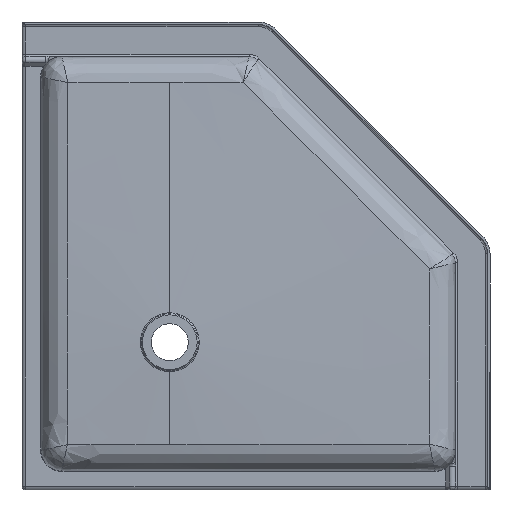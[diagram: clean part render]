
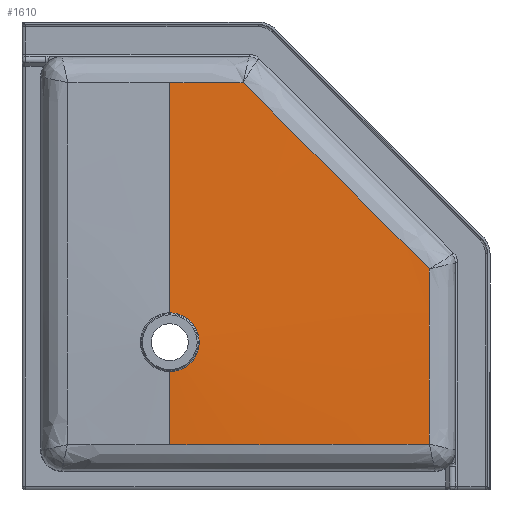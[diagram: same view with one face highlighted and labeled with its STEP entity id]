
A CAD part, front view. The second image highlights one B-rep face of the part: STEP entity #1610.
In plain terms, the highlighted conical face has half-angle 88 degrees and reference radius 59.729 mm.
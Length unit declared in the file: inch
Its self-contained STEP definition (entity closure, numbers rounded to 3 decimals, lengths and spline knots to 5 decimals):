
#14 = ORIENTED_EDGE ( 'NONE', *, *, #7308, .F. ) ;
#27 = CARTESIAN_POINT ( 'NONE',  ( 21.07633, -3.37594, 1.20714 ) ) ;
#151 = CARTESIAN_POINT ( 'NONE',  ( 0., -3.376, 21.07634 ) ) ;
#301 = CARTESIAN_POINT ( 'NONE',  ( 9.65914, -3.66769, -8.29967 ) ) ;
#312 = CARTESIAN_POINT ( 'NONE',  ( 5.94968, -3.34733, 21.07347 ) ) ;
#459 = LINE ( 'NONE', #2959, #7841 ) ;
#539 = EDGE_CURVE ( 'NONE', #7545, #4946, #459, .T. ) ;
#611 = CARTESIAN_POINT ( 'NONE',  ( 16.0385, -3.43557, 10.99693 ) ) ;
#645 = CARTESIAN_POINT ( 'NONE',  ( 21.07539, -3.36685, -3.53551 ) ) ;
#766 = CARTESIAN_POINT ( 'NONE',  ( 5.94968, -3.34733, 21.07347 ) ) ;
#907 = CARTESIAN_POINT ( 'NONE',  ( 6.14715, -3.75194, -8.3114 ) ) ;
#942 = DIRECTION ( 'NONE',  ( 0., 0., -1. ) ) ;
#1082 = B_SPLINE_CURVE_WITH_KNOTS ( 'NONE', 3,
 ( #1260, #3766, #6268, #645, #3145, #5653, #27, #2527, #5038, #7527 ),
 .UNSPECIFIED., .F., .F.,
 ( 4, 2, 2, 2, 4 ),
 ( 0., 0.09035, 0.18069, 0.27104, 0.36139 ),
 .UNSPECIFIED. ) ;
#1218 = CARTESIAN_POINT ( 'NONE',  ( 21.07347, -3.34733, 5.94968 ) ) ;
#1260 = CARTESIAN_POINT ( 'NONE',  ( 21.07106, -3.32144, -8.27791 ) ) ;
#1265 = DIRECTION ( 'NONE',  ( 0., 1., 0. ) ) ;
#1374 = EDGE_CURVE ( 'NONE', #4946, #4942, #5159, .T. ) ;
#1522 = CARTESIAN_POINT ( 'NONE',  ( 1.75651, -3.81633, -8.32499 ) ) ;
#1556 = CARTESIAN_POINT ( 'NONE',  ( 21.07106, -3.32144, -8.27791 ) ) ;
#1591 = EDGE_CURVE ( 'NONE', #3987, #2144, #4082, .T. ) ;
#1610 = ADVANCED_FACE ( 'NONE', ( #4387 ), #6562, .T. ) ;
#2144 = VERTEX_POINT ( 'NONE', #312 ) ;
#2178 = CARTESIAN_POINT ( 'NONE',  ( 14.9264, -3.51599, -8.287 ) ) ;
#2250 = VECTOR ( 'NONE', #4941, 39.37008 ) ;
#2431 = CARTESIAN_POINT ( 'NONE',  ( 0., -4.02989, 2.35154 ) ) ;
#2493 = CARTESIAN_POINT ( 'NONE',  ( 8.47378, -3.40215, 18.55661 ) ) ;
#2527 = CARTESIAN_POINT ( 'NONE',  ( 21.07538, -3.36664, 3.57843 ) ) ;
#2797 = CARTESIAN_POINT ( 'NONE',  ( 11.41496, -3.61962, -8.29479 ) ) ;
#2798 = ORIENTED_EDGE ( 'NONE', *, *, #2863, .T. ) ;
#2863 = EDGE_CURVE ( 'NONE', #2144, #5963, #4131, .T. ) ;
#2959 = CARTESIAN_POINT ( 'NONE',  ( 0., -4.02989, -2.35154 ) ) ;
#3019 = AXIS2_PLACEMENT_3D ( 'NONE', #6884, #1265, #3770 ) ;
#3040 = CIRCLE ( 'NONE', #7631, 2.39463 ) ;
#3110 = CARTESIAN_POINT ( 'NONE',  ( 14.77887, -3.44439, 12.25803 ) ) ;
#3145 = CARTESIAN_POINT ( 'NONE',  ( 21.07599, -3.37261, -2.34986 ) ) ;
#3183 = CARTESIAN_POINT ( 'NONE',  ( 21.07106, -3.32144, -8.27791 ) ) ;
#3269 = CARTESIAN_POINT ( 'NONE',  ( 3.96649, -3.36609, 21.07528 ) ) ;
#3415 = CARTESIAN_POINT ( 'NONE',  ( 7.02521, -3.73271, -8.30823 ) ) ;
#3419 = ORIENTED_EDGE ( 'NONE', *, *, #3943, .T. ) ;
#3699 = ORIENTED_EDGE ( 'NONE', *, *, #7114, .F. ) ;
#3727 = CARTESIAN_POINT ( 'NONE',  ( 19.81512, -3.37765, 7.21177 ) ) ;
#3766 = CARTESIAN_POINT ( 'NONE',  ( 21.07242, -3.33653, -7.09234 ) ) ;
#3770 = DIRECTION ( 'NONE',  ( 0., 0., 1. ) ) ;
#3943 = EDGE_CURVE ( 'NONE', #4942, #3987, #1082, .T. ) ;
#3987 = VERTEX_POINT ( 'NONE', #6309 ) ;
#4031 = CARTESIAN_POINT ( 'NONE',  ( 3.51286, -3.79797, -8.32057 ) ) ;
#4065 = CARTESIAN_POINT ( 'NONE',  ( 0., -4.02838, 0. ) ) ;
#4082 = B_SPLINE_CURVE_WITH_KNOTS ( 'NONE', 3,
 ( #1218, #3727, #6232, #611, #3110, #5618, #8104, #2493, #5001, #7495 ),
 .UNSPECIFIED., .F., .F.,
 ( 4, 2, 2, 2, 4 ),
 ( 0., 0.13582, 0.27164, 0.40746, 0.54328 ),
 .UNSPECIFIED. ) ;
#4131 = B_SPLINE_CURVE_WITH_KNOTS ( 'NONE', 3,
 ( #766, #3269, #5774, #151 ),
 .UNSPECIFIED., .F., .F.,
 ( 4, 4 ),
 ( 0., 0.15112 ),
 .UNSPECIFIED. ) ;
#4387 = FACE_OUTER_BOUND ( 'NONE', #6937, .T. ) ;
#4611 = VERTEX_POINT ( 'NONE', #5622 ) ;
#4652 = CARTESIAN_POINT ( 'NONE',  ( 0., -4.02838, -2.39463 ) ) ;
#4653 = CARTESIAN_POINT ( 'NONE',  ( 0., -3.82124, -8.32634 ) ) ;
#4692 = CARTESIAN_POINT ( 'NONE',  ( 17.55988, -3.43461, -8.28235 ) ) ;
#4941 = DIRECTION ( 'NONE',  ( 0., 0.035, 0.999 ) ) ;
#4942 = VERTEX_POINT ( 'NONE', #3183 ) ;
#4946 = VERTEX_POINT ( 'NONE', #5080 ) ;
#5001 = CARTESIAN_POINT ( 'NONE',  ( 7.21177, -3.37765, 19.81512 ) ) ;
#5038 = CARTESIAN_POINT ( 'NONE',  ( 21.07455, -3.35855, 4.76406 ) ) ;
#5080 = CARTESIAN_POINT ( 'NONE',  ( 0., -3.82124, -8.32634 ) ) ;
#5159 = B_SPLINE_CURVE_WITH_KNOTS ( 'NONE', 3,
 ( #4653, #7150, #1522, #4031, #6531, #907, #3415, #5921, #301, #2797, #5305, #7791, #2178, #4692, #7182, #1556 ),
 .UNSPECIFIED., .F., .F.,
 ( 4, 2, 2, 2, 2, 2, 2, 4 ),
 ( 0.21094, 0.27786, 0.34478, 0.4117, 0.47862, 0.54553, 0.61245, 0.74629 ),
 .UNSPECIFIED. ) ;
#5305 = CARTESIAN_POINT ( 'NONE',  ( 12.29284, -3.59444, -8.29262 ) ) ;
#5467 = DIRECTION ( 'NONE',  ( 0., 0.035, -0.999 ) ) ;
#5586 = ORIENTED_EDGE ( 'NONE', *, *, #1374, .T. ) ;
#5618 = CARTESIAN_POINT ( 'NONE',  ( 12.25803, -3.44439, 14.77887 ) ) ;
#5622 = CARTESIAN_POINT ( 'NONE',  ( 0., -4.02838, 2.39463 ) ) ;
#5653 = CARTESIAN_POINT ( 'NONE',  ( 21.07646, -3.37716, 0.02148 ) ) ;
#5774 = CARTESIAN_POINT ( 'NONE',  ( 1.98326, -3.376, 21.07634 ) ) ;
#5921 = CARTESIAN_POINT ( 'NONE',  ( 8.78119, -3.69059, -8.30238 ) ) ;
#5963 = VERTEX_POINT ( 'NONE', #6525 ) ;
#6216 = ORIENTED_EDGE ( 'NONE', *, *, #1591, .T. ) ;
#6232 = CARTESIAN_POINT ( 'NONE',  ( 18.55661, -3.40215, 8.47378 ) ) ;
#6268 = CARTESIAN_POINT ( 'NONE',  ( 21.0736, -3.34881, -5.90675 ) ) ;
#6309 = CARTESIAN_POINT ( 'NONE',  ( 21.07347, -3.34733, 5.94968 ) ) ;
#6500 = ORIENTED_EDGE ( 'NONE', *, *, #539, .T. ) ;
#6525 = CARTESIAN_POINT ( 'NONE',  ( 0., -3.376, 21.07634 ) ) ;
#6531 = CARTESIAN_POINT ( 'NONE',  ( 4.39098, -3.78458, -8.31757 ) ) ;
#6562 = CONICAL_SURFACE ( 'NONE', #3019, 2.35154, 1.536 ) ;
#6566 = DIRECTION ( 'NONE',  ( 0., -1., 0. ) ) ;
#6884 = CARTESIAN_POINT ( 'NONE',  ( 0., -4.02989, 0. ) ) ;
#6937 = EDGE_LOOP ( 'NONE', ( #3699, #6500, #5586, #3419, #6216, #2798, #14 ) ) ;
#7114 = EDGE_CURVE ( 'NONE', #7545, #4611, #3040, .T. ) ;
#7150 = CARTESIAN_POINT ( 'NONE',  ( 0.87829, -3.82124, -8.32634 ) ) ;
#7182 = CARTESIAN_POINT ( 'NONE',  ( 19.31548, -3.37848, -8.27994 ) ) ;
#7308 = EDGE_CURVE ( 'NONE', #4611, #5963, #8041, .T. ) ;
#7495 = CARTESIAN_POINT ( 'NONE',  ( 5.94968, -3.34733, 21.07347 ) ) ;
#7527 = CARTESIAN_POINT ( 'NONE',  ( 21.07347, -3.34733, 5.94968 ) ) ;
#7545 = VERTEX_POINT ( 'NONE', #4652 ) ;
#7631 = AXIS2_PLACEMENT_3D ( 'NONE', #4065, #6566, #942 ) ;
#7791 = CARTESIAN_POINT ( 'NONE',  ( 14.04856, -3.54263, -8.28872 ) ) ;
#7841 = VECTOR ( 'NONE', #5467, 39.37008 ) ;
#8041 = LINE ( 'NONE', #2431, #2250 ) ;
#8104 = CARTESIAN_POINT ( 'NONE',  ( 10.99693, -3.43557, 16.0385 ) ) ;
